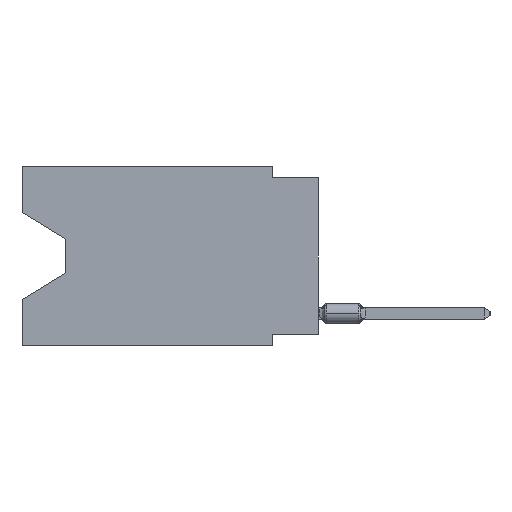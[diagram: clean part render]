
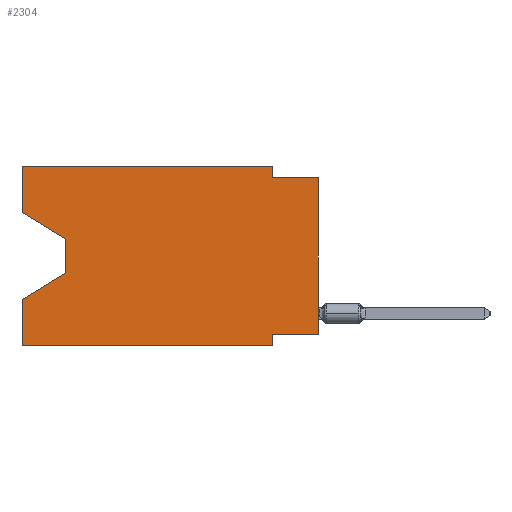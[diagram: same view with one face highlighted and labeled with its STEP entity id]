
A CAD part, left-side view. The second image highlights one B-rep face of the part: STEP entity #2304.
In plain terms, the highlighted planar face has unit normal (-1, 0, 0).
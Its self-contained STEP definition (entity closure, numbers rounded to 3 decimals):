
#148 = CARTESIAN_POINT ( 'NONE',  ( 0., 16.383, -2.546 ) ) ;
#519 = VERTEX_POINT ( 'NONE', #46804 ) ;
#867 = VECTOR ( 'NONE', #9574, 1000. ) ;
#1576 = DIRECTION ( 'NONE',  ( 1., 0., 0. ) ) ;
#2304 = ADVANCED_FACE ( 'NONE', ( #7807 ), #29014, .F. ) ;
#2568 = EDGE_CURVE ( 'NONE', #39425, #4899, #7991, .T. ) ;
#2947 = LINE ( 'NONE', #49773, #3296 ) ;
#3296 = VECTOR ( 'NONE', #6571, 1000. ) ;
#3335 = EDGE_CURVE ( 'NONE', #11710, #21910, #44954, .T. ) ;
#3668 = VECTOR ( 'NONE', #45209, 1000. ) ;
#4126 = ORIENTED_EDGE ( 'NONE', *, *, #15895, .F. ) ;
#4424 = CARTESIAN_POINT ( 'NONE',  ( 0., 13.97, -5.893 ) ) ;
#4899 = VERTEX_POINT ( 'NONE', #11872 ) ;
#6571 = DIRECTION ( 'NONE',  ( 0., 0., -1. ) ) ;
#7008 = EDGE_CURVE ( 'NONE', #47923, #37059, #39875, .T. ) ;
#7807 = FACE_OUTER_BOUND ( 'NONE', #9290, .T. ) ;
#7810 = AXIS2_PLACEMENT_3D ( 'NONE', #37551, #1576, #32634 ) ;
#7991 = LINE ( 'NONE', #46079, #18589 ) ;
#8807 = DIRECTION ( 'NONE',  ( 0., 0.855, -0.519 ) ) ;
#9098 = CARTESIAN_POINT ( 'NONE',  ( 0., 16.383, -7.36 ) ) ;
#9290 = EDGE_LOOP ( 'NONE', ( #45056, #41252, #31323, #18070, #21834, #51023, #41796, #40559, #43074, #4126, #42731, #43025 ) ) ;
#9574 = DIRECTION ( 'NONE',  ( 0., 0., -1. ) ) ;
#10410 = DIRECTION ( 'NONE',  ( 0., 0., 1. ) ) ;
#10485 = VERTEX_POINT ( 'NONE', #42906 ) ;
#10585 = CARTESIAN_POINT ( 'NONE',  ( 0., 13.97, -4.013 ) ) ;
#11152 = LINE ( 'NONE', #35754, #34748 ) ;
#11375 = VECTOR ( 'NONE', #8807, 1000. ) ;
#11710 = VERTEX_POINT ( 'NONE', #148 ) ;
#11872 = CARTESIAN_POINT ( 'NONE',  ( 0., 2.54, -9.271 ) ) ;
#12184 = CARTESIAN_POINT ( 'NONE',  ( 0., 16.383, 0. ) ) ;
#12456 = EDGE_CURVE ( 'NONE', #39425, #40598, #14549, .T. ) ;
#13047 = CARTESIAN_POINT ( 'NONE',  ( 0., 0., -9.271 ) ) ;
#13116 = CARTESIAN_POINT ( 'NONE',  ( 0., 16.383, -9.906 ) ) ;
#14211 = VECTOR ( 'NONE', #42473, 1000. ) ;
#14549 = LINE ( 'NONE', #49476, #24639 ) ;
#15254 = VERTEX_POINT ( 'NONE', #13116 ) ;
#15895 = EDGE_CURVE ( 'NONE', #48611, #519, #2947, .T. ) ;
#17799 = DIRECTION ( 'NONE',  ( 0., -1., 0. ) ) ;
#18070 = ORIENTED_EDGE ( 'NONE', *, *, #21358, .F. ) ;
#18589 = VECTOR ( 'NONE', #39830, 1000. ) ;
#19576 = LINE ( 'NONE', #35892, #39349 ) ;
#19742 = CARTESIAN_POINT ( 'NONE',  ( 0., 0., -0.635 ) ) ;
#21358 = EDGE_CURVE ( 'NONE', #15254, #37059, #23837, .T. ) ;
#21834 = ORIENTED_EDGE ( 'NONE', *, *, #28559, .T. ) ;
#21910 = VERTEX_POINT ( 'NONE', #24744 ) ;
#21940 = CARTESIAN_POINT ( 'NONE',  ( 0., 0., -0.635 ) ) ;
#23837 = LINE ( 'NONE', #12184, #14211 ) ;
#24484 = EDGE_CURVE ( 'NONE', #43358, #48611, #19576, .T. ) ;
#24639 = VECTOR ( 'NONE', #10410, 1000. ) ;
#24744 = CARTESIAN_POINT ( 'NONE',  ( 0., 13.97, -4.013 ) ) ;
#25300 = CARTESIAN_POINT ( 'NONE',  ( 0., 16.383, 0. ) ) ;
#26089 = CARTESIAN_POINT ( 'NONE',  ( 0., 16.383, -9.906 ) ) ;
#28014 = VECTOR ( 'NONE', #41084, 1000. ) ;
#28559 = EDGE_CURVE ( 'NONE', #15254, #10485, #37734, .T. ) ;
#29014 = PLANE ( 'NONE',  #7810 ) ;
#29437 = CARTESIAN_POINT ( 'NONE',  ( 0., 16.383, -2.546 ) ) ;
#30904 = CARTESIAN_POINT ( 'NONE',  ( 0., 13.97, -5.893 ) ) ;
#31323 = ORIENTED_EDGE ( 'NONE', *, *, #7008, .T. ) ;
#32634 = DIRECTION ( 'NONE',  ( 0., 0., -1. ) ) ;
#33138 = LINE ( 'NONE', #10585, #867 ) ;
#33609 = EDGE_CURVE ( 'NONE', #4899, #10485, #11152, .T. ) ;
#33810 = EDGE_CURVE ( 'NONE', #21910, #47923, #33138, .T. ) ;
#34748 = VECTOR ( 'NONE', #46340, 1000. ) ;
#35330 = EDGE_CURVE ( 'NONE', #519, #40598, #42102, .T. ) ;
#35754 = CARTESIAN_POINT ( 'NONE',  ( 0., 2.54, -9.906 ) ) ;
#35892 = CARTESIAN_POINT ( 'NONE',  ( 0., 16.383, 0. ) ) ;
#37059 = VERTEX_POINT ( 'NONE', #9098 ) ;
#37551 = CARTESIAN_POINT ( 'NONE',  ( 0., 16.383, 0. ) ) ;
#37734 = LINE ( 'NONE', #26089, #45894 ) ;
#39349 = VECTOR ( 'NONE', #39763, 1000. ) ;
#39425 = VERTEX_POINT ( 'NONE', #13047 ) ;
#39763 = DIRECTION ( 'NONE',  ( 0., -1., 0. ) ) ;
#39830 = DIRECTION ( 'NONE',  ( 0., 1., 0. ) ) ;
#39875 = LINE ( 'NONE', #4424, #11375 ) ;
#40559 = ORIENTED_EDGE ( 'NONE', *, *, #12456, .T. ) ;
#40598 = VERTEX_POINT ( 'NONE', #19742 ) ;
#41084 = DIRECTION ( 'NONE',  ( 0., 0., 1. ) ) ;
#41252 = ORIENTED_EDGE ( 'NONE', *, *, #33810, .T. ) ;
#41796 = ORIENTED_EDGE ( 'NONE', *, *, #2568, .F. ) ;
#42102 = LINE ( 'NONE', #21940, #46388 ) ;
#42473 = DIRECTION ( 'NONE',  ( 0., 0., 1. ) ) ;
#42654 = CARTESIAN_POINT ( 'NONE',  ( 0., 2.54, 0. ) ) ;
#42731 = ORIENTED_EDGE ( 'NONE', *, *, #24484, .F. ) ;
#42906 = CARTESIAN_POINT ( 'NONE',  ( 0., 2.54, -9.906 ) ) ;
#43025 = ORIENTED_EDGE ( 'NONE', *, *, #51115, .F. ) ;
#43074 = ORIENTED_EDGE ( 'NONE', *, *, #35330, .F. ) ;
#43358 = VERTEX_POINT ( 'NONE', #50903 ) ;
#44954 = LINE ( 'NONE', #29437, #3668 ) ;
#45056 = ORIENTED_EDGE ( 'NONE', *, *, #3335, .T. ) ;
#45209 = DIRECTION ( 'NONE',  ( 0., -0.855, -0.519 ) ) ;
#45720 = DIRECTION ( 'NONE',  ( 0., -1., 0. ) ) ;
#45894 = VECTOR ( 'NONE', #17799, 1000. ) ;
#46079 = CARTESIAN_POINT ( 'NONE',  ( 0., 0., -9.271 ) ) ;
#46340 = DIRECTION ( 'NONE',  ( 0., 0., -1. ) ) ;
#46388 = VECTOR ( 'NONE', #45720, 1000. ) ;
#46804 = CARTESIAN_POINT ( 'NONE',  ( 0., 2.54, -0.635 ) ) ;
#47923 = VERTEX_POINT ( 'NONE', #30904 ) ;
#48308 = LINE ( 'NONE', #25300, #28014 ) ;
#48611 = VERTEX_POINT ( 'NONE', #42654 ) ;
#49476 = CARTESIAN_POINT ( 'NONE',  ( 0., 0., 0. ) ) ;
#49773 = CARTESIAN_POINT ( 'NONE',  ( 0., 2.54, 0. ) ) ;
#50903 = CARTESIAN_POINT ( 'NONE',  ( 0., 16.383, 0. ) ) ;
#51023 = ORIENTED_EDGE ( 'NONE', *, *, #33609, .F. ) ;
#51115 = EDGE_CURVE ( 'NONE', #11710, #43358, #48308, .T. ) ;
